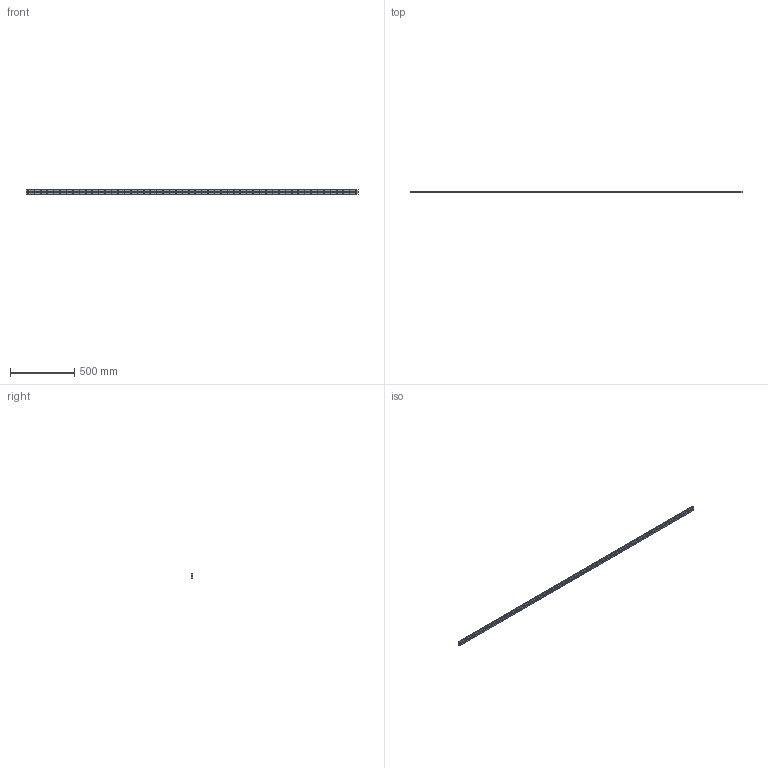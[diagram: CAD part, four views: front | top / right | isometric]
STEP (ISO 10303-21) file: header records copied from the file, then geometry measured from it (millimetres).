
FILE_DESCRIPTION (( 'STEP AP214' ), '1' );
FILE_NAME ('HRW21CA1UU-2580LT_G15_0_B-M6F_1260-6_0_0_0_1.STEP', '2021-07-05T10:31:32', ( '' ), ( '' ), 'SwSTEP 2.0', 'SolidWorks 2021', '' );
FILE_SCHEMA (( 'AUTOMOTIVE_DESIGN' ));
Length unit declared in the file: millimetre
Products named in the file (2): _HRW21CA258015 Track; HRW21CA1UU-2580LT_G15_0_B-M6F_1260-6_0_0_0_1
Assembly tree (1 placements, depth 2):
  HRW21CA1UU-2580LT_G15_0_B-M6F_1260-6_0_0_0_1
    _HRW21CA258015 Track
Bounding box: 2580 x 11 x 37 mm (x, y, z)
Volume: 931441.5 mm3; surface area: 275343.2 mm2
Topology: 1 solids, 1 shells, 578 faces, 1416 edges, 944 vertices
Faces by surface type: cylinder 420, plane 158
Entity records: 17962 total; most frequent: DIRECTION 3420, CARTESIAN_POINT 2942, ORIENTED_EDGE 2832, AXIS2_PLACEMENT_3D 1422, EDGE_CURVE 1416, VERTEX_POINT 944, EDGE_LOOP 890, CIRCLE 840
